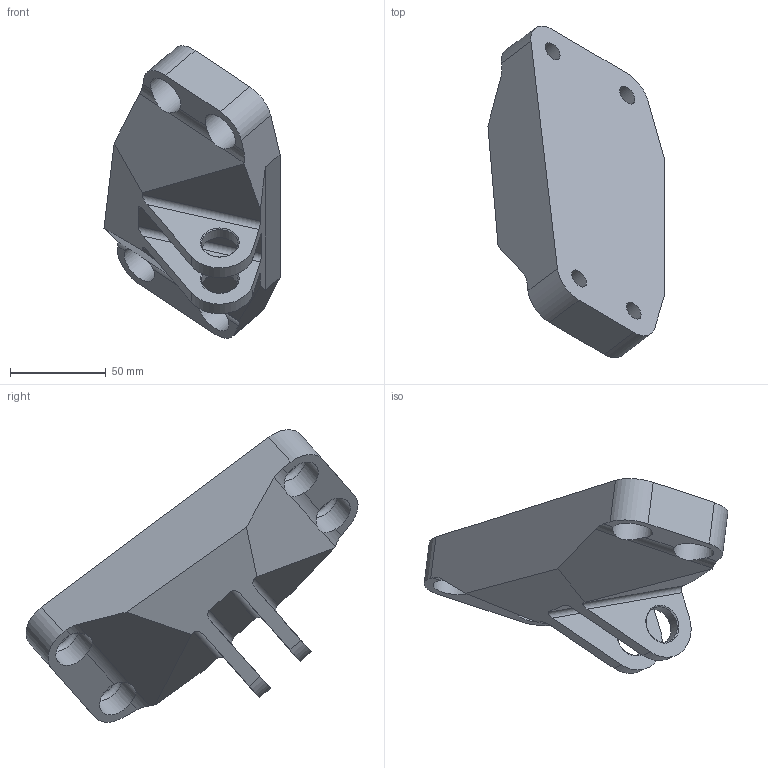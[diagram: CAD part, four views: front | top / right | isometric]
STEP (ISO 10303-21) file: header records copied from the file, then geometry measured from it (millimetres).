
FILE_DESCRIPTION(/* description */ (''),/* implementation_level */ '2;1');
FILE_NAME(/* name */ 'GRABCAD_CHALLENGE_0_2.stp',/* time_stamp */ '2013-06-11T16:34:08-04:00',/* author */ (''),/* organization */ (''),/* preprocessor_version */ 'ST-DEVELOPER v11',/* originating_system */ 'SIEMENS PLM Software NX 7.5',/* authorisation */ '');
FILE_SCHEMA (('CONFIG_CONTROL_DESIGN'));
Length unit declared in the file: inch
Products named in the file (1): a279837B8p1l
Bounding box: 92.15 x 173.72 x 153.06 mm (x, y, z)
Volume: 463257.6 mm3; surface area: 53993.4 mm2
Topology: 1 solids, 1 shells, 58 faces, 163 edges, 107 vertices
Faces by surface type: cylinder 26, plane 24, cone 4, torus 4
Full cylindrical faces by diameter (mm): 10.312 x3, 10.668 x1, 19.113 x2, 21.082 x4
Entity records: 1854 total; most frequent: CARTESIAN_POINT 322, DIRECTION 306, ORIENTED_EDGE 276, EDGE_CURVE 138, AXIS2_PLACEMENT_3D 116, VERTEX_POINT 100, EDGE_LOOP 88, LINE 74
